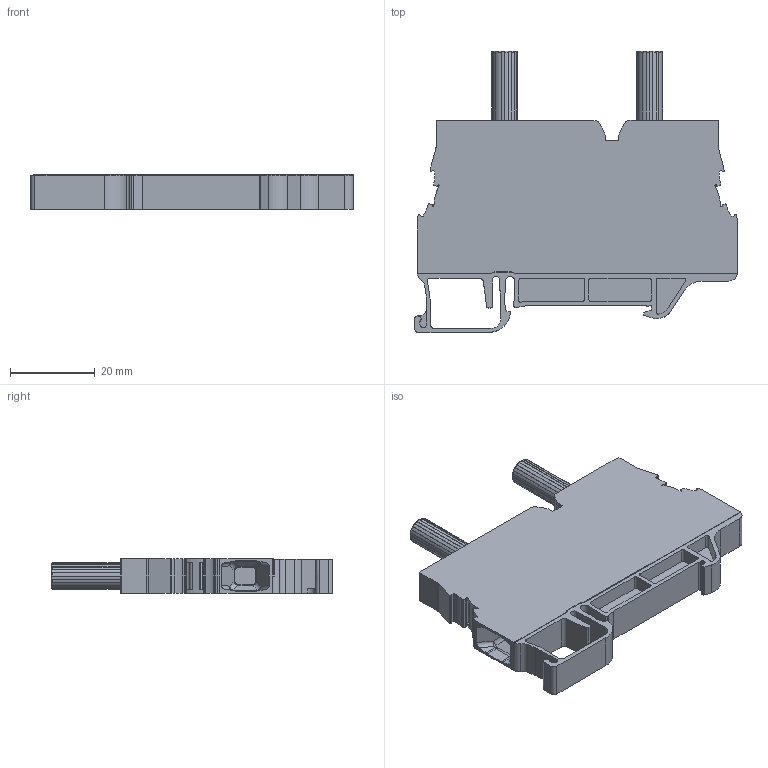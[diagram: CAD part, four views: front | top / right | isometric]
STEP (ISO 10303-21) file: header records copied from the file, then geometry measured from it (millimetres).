
FILE_DESCRIPTION (( 'STEP AP203' ), '1' );
FILE_NAME ('MRK 6 Test Klemens - Çift Test Kovanlý.STEP', '2019-03-21T08:07:32', ( '' ), ( '' ), 'SwSTEP 2.0', 'SolidWorks 2011', '' );
FILE_SCHEMA (( 'CONFIG_CONTROL_DESIGN' ));
Length unit declared in the file: millimetre
Products named in the file (1): MRK 6 Test Klemens - Çift Test Kovanlý
Bounding box: 76.05 x 66.3 x 8.1 mm (x, y, z)
Volume: 18975.6 mm3; surface area: 14037.1 mm2
Topology: 1 solids, 2 shells, 754 faces, 2091 edges, 1364 vertices
Faces by surface type: plane 344, cylinder 327, bspline 40, torus 25, sphere 12, cone 6
Entity records: 29075 total; most frequent: CARTESIAN_POINT 9639, ORIENTED_EDGE 4182, DIRECTION 4055, EDGE_CURVE 2091, AXIS2_PLACEMENT_3D 1454, VERTEX_POINT 1364, VECTOR 1147, LINE 1147
